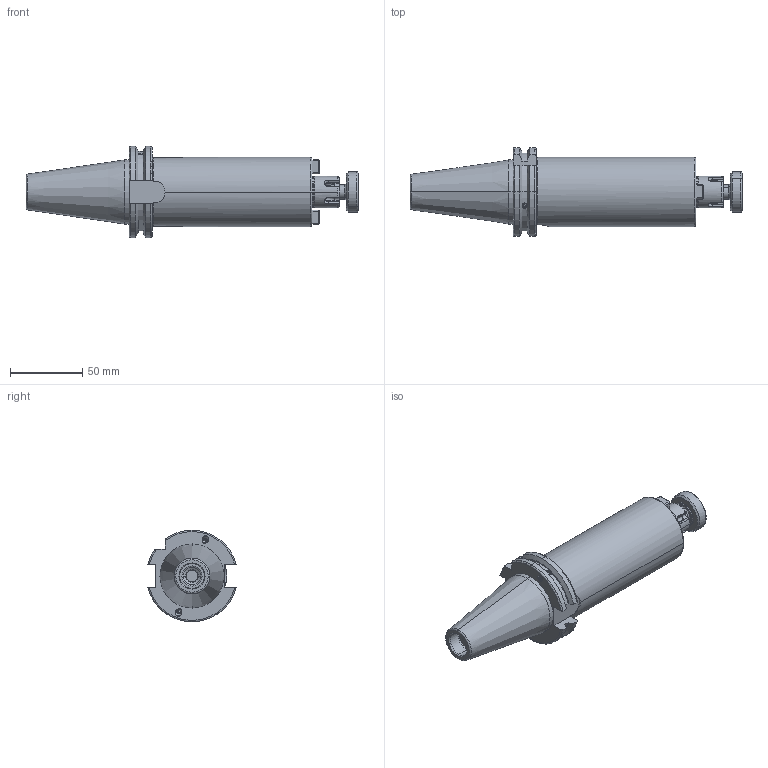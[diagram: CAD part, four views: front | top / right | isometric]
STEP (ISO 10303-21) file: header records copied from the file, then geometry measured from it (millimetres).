
FILE_DESCRIPTION (( 'STEP AP203' ), '1' );
FILE_NAME ('FWS409H-SMX22130.STEP', '2024-08-29T04:18:23', ( '' ), ( '' ), 'SwSTEP 2.0', 'SolidWorks 2024', '' );
FILE_SCHEMA (( 'CONFIG_CONTROL_DESIGN' ));
Length unit declared in the file: millimetre
Products named in the file (11): CCS-M10-22 LONG; CCS-M8-16-1; M4X4_DIN 913 - M4 x 4-N; CCS-M10-22-2; GS-M4X4-COATING_DIN 913 - M4 x 4-N; FWS409H-SMX22130; CCS-M10-22-1; PLUG KEY 10-22; SK40SMX22130FWW; CCS-M10-22
Assembly tree (13 placements, depth 5):
  FWS409H-SMX22130
    SK40SMX22130FWW
      SK40SMX22130FWW
      CCS-M10-22
        CCS-M10-22 LONG
          CCS-M10-22-1
          CCS-M10-22-2
        CCS-M8-16-1
      M4X4_DIN 913 - M4 x 4-N  x2
      PLUG KEY 10-22  x2
      GS-M4X4-COATING_DIN 913 - M4 x 4-N  x2
Bounding box: 230.4 x 61.48 x 63.55 mm (x, y, z)
Volume: 307783.3 mm3; surface area: 49945.2 mm2
Topology: 10 solids, 10 shells, 465 faces, 1139 edges, 704 vertices
Faces by surface type: plane 148, cone 140, cylinder 130, torus 39, sphere 8
Entity records: 12928 total; most frequent: CARTESIAN_POINT 3102, DIRECTION 1899, ORIENTED_EDGE 1750, EDGE_CURVE 875, AXIS2_PLACEMENT_3D 759, VERTEX_POINT 544, EDGE_LOOP 395, LINE 381
